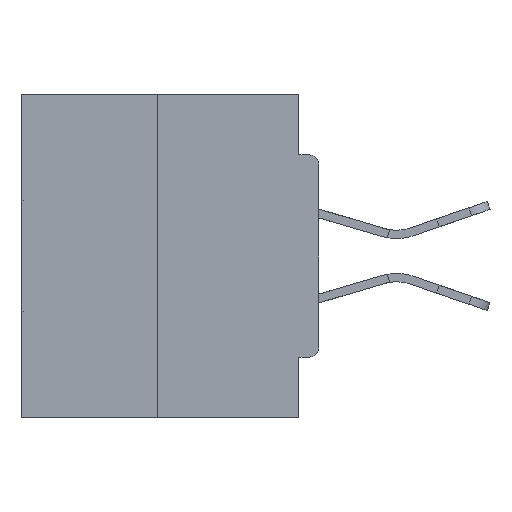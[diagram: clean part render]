
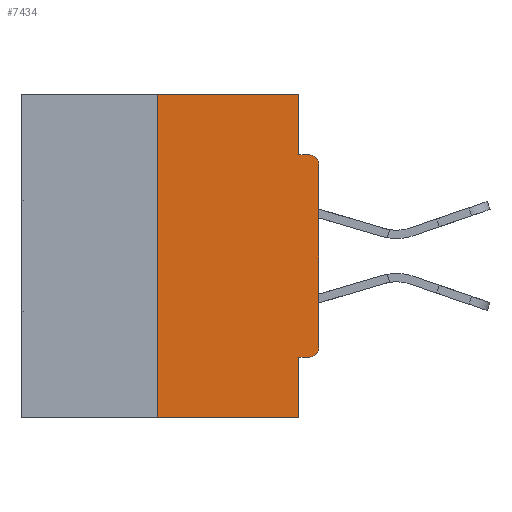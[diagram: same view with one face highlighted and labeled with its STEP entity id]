
A CAD part, left-side view. The second image highlights one B-rep face of the part: STEP entity #7434.
In plain terms, the highlighted planar face has unit normal (-1, 0, 0).
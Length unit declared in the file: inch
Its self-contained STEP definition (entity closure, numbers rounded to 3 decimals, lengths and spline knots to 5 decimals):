
#7 = CARTESIAN_POINT ( 'NONE',  ( 0., 0., -0.0935 ) ) ;
#559 = DIRECTION ( 'NONE',  ( 0., 0., -1. ) ) ;
#1257 = VERTEX_POINT ( 'NONE', #10259 ) ;
#1268 = VERTEX_POINT ( 'NONE', #29198 ) ;
#2308 = LINE ( 'NONE', #5049, #3312 ) ;
#2664 = DIRECTION ( 'NONE',  ( 0., 0., 1. ) ) ;
#3312 = VECTOR ( 'NONE', #34055, 39.37008 ) ;
#3578 = DIRECTION ( 'NONE',  ( -1., 0., 0. ) ) ;
#4948 = ORIENTED_EDGE ( 'NONE', *, *, #31580, .F. ) ;
#5049 = CARTESIAN_POINT ( 'NONE',  ( 0., 0., -0.4065 ) ) ;
#6634 = DIRECTION ( 'NONE',  ( 0., 0., 1. ) ) ;
#7434 = ADVANCED_FACE ( 'NONE', ( #18175 ), #23287, .F. ) ;
#7483 = CARTESIAN_POINT ( 'NONE',  ( 0., 0.015, -0.0935 ) ) ;
#9570 = ORIENTED_EDGE ( 'NONE', *, *, #18004, .T. ) ;
#9606 = DIRECTION ( 'NONE',  ( 0., -1., 0. ) ) ;
#9655 = VERTEX_POINT ( 'NONE', #12806 ) ;
#10100 = CARTESIAN_POINT ( 'NONE',  ( 0., 0., 0. ) ) ;
#10259 = CARTESIAN_POINT ( 'NONE',  ( 0., 0.25, -0.5 ) ) ;
#10475 = CARTESIAN_POINT ( 'NONE',  ( 0., 0.46, -0.5 ) ) ;
#10612 = DIRECTION ( 'NONE',  ( 0., -1., 0. ) ) ;
#10697 = CARTESIAN_POINT ( 'NONE',  ( 0., 0.46, 0. ) ) ;
#11425 = ORIENTED_EDGE ( 'NONE', *, *, #40779, .F. ) ;
#11563 = VERTEX_POINT ( 'NONE', #29703 ) ;
#11754 = DIRECTION ( 'NONE',  ( 0., -1., 0. ) ) ;
#11782 = VECTOR ( 'NONE', #10612, 39.37008 ) ;
#12053 = VECTOR ( 'NONE', #6634, 39.37008 ) ;
#12283 = ORIENTED_EDGE ( 'NONE', *, *, #17090, .F. ) ;
#12444 = LINE ( 'NONE', #12841, #17481 ) ;
#12461 = CARTESIAN_POINT ( 'NONE',  ( 0., 0.25, 0. ) ) ;
#12504 = VECTOR ( 'NONE', #2664, 39.37008 ) ;
#12523 = EDGE_LOOP ( 'NONE', ( #26179, #15192, #25221, #4948, #33526, #22813, #16071, #9570, #11425, #12283 ) ) ;
#12806 = CARTESIAN_POINT ( 'NONE',  ( 0., 0., -0.1085 ) ) ;
#12841 = CARTESIAN_POINT ( 'NONE',  ( 0., 0.031, 0. ) ) ;
#13328 = LINE ( 'NONE', #10475, #11782 ) ;
#13713 = CARTESIAN_POINT ( 'NONE',  ( 0., 0., -0.3915 ) ) ;
#13977 = EDGE_CURVE ( 'NONE', #11563, #23453, #15582, .T. ) ;
#14045 = DIRECTION ( 'NONE',  ( -1., 0., 0. ) ) ;
#14303 = LINE ( 'NONE', #21407, #38938 ) ;
#14418 = CARTESIAN_POINT ( 'NONE',  ( 0., 0.25, 0. ) ) ;
#15192 = ORIENTED_EDGE ( 'NONE', *, *, #29799, .F. ) ;
#15582 = CIRCLE ( 'NONE', #15802, 0.015 ) ;
#15618 = AXIS2_PLACEMENT_3D ( 'NONE', #10697, #20207, #559 ) ;
#15802 = AXIS2_PLACEMENT_3D ( 'NONE', #35526, #3578, #38912 ) ;
#16071 = ORIENTED_EDGE ( 'NONE', *, *, #29384, .T. ) ;
#16943 = LINE ( 'NONE', #23801, #32520 ) ;
#17090 = EDGE_CURVE ( 'NONE', #24189, #36188, #12444, .T. ) ;
#17271 = DIRECTION ( 'NONE',  ( 0., 0., -1. ) ) ;
#17481 = VECTOR ( 'NONE', #28830, 39.37008 ) ;
#18004 = EDGE_CURVE ( 'NONE', #9655, #39252, #27421, .T. ) ;
#18175 = FACE_OUTER_BOUND ( 'NONE', #12523, .T. ) ;
#18554 = EDGE_CURVE ( 'NONE', #26333, #24189, #14303, .T. ) ;
#18776 = VECTOR ( 'NONE', #9606, 39.37008 ) ;
#20207 = DIRECTION ( 'NONE',  ( 1., 0., 0. ) ) ;
#20513 = EDGE_CURVE ( 'NONE', #1257, #23780, #13328, .T. ) ;
#21407 = CARTESIAN_POINT ( 'NONE',  ( 0., 0.46, 0. ) ) ;
#22813 = ORIENTED_EDGE ( 'NONE', *, *, #13977, .T. ) ;
#23287 = PLANE ( 'NONE',  #15618 ) ;
#23453 = VERTEX_POINT ( 'NONE', #13713 ) ;
#23780 = VERTEX_POINT ( 'NONE', #27676 ) ;
#23801 = CARTESIAN_POINT ( 'NONE',  ( 0., 0.031, -0.5 ) ) ;
#24189 = VERTEX_POINT ( 'NONE', #25825 ) ;
#25221 = ORIENTED_EDGE ( 'NONE', *, *, #20513, .T. ) ;
#25597 = LINE ( 'NONE', #10100, #12053 ) ;
#25825 = CARTESIAN_POINT ( 'NONE',  ( 0., 0.031, 0. ) ) ;
#26179 = ORIENTED_EDGE ( 'NONE', *, *, #18554, .F. ) ;
#26333 = VERTEX_POINT ( 'NONE', #12461 ) ;
#27421 = CIRCLE ( 'NONE', #27493, 0.015 ) ;
#27493 = AXIS2_PLACEMENT_3D ( 'NONE', #33294, #14045, #17271 ) ;
#27676 = CARTESIAN_POINT ( 'NONE',  ( 0., 0.031, -0.5 ) ) ;
#28038 = CARTESIAN_POINT ( 'NONE',  ( 0., 0.031, -0.0935 ) ) ;
#28830 = DIRECTION ( 'NONE',  ( 0., 0., -1. ) ) ;
#29198 = CARTESIAN_POINT ( 'NONE',  ( 0., 0.031, -0.4065 ) ) ;
#29384 = EDGE_CURVE ( 'NONE', #23453, #9655, #25597, .T. ) ;
#29703 = CARTESIAN_POINT ( 'NONE',  ( 0., 0.015, -0.4065 ) ) ;
#29799 = EDGE_CURVE ( 'NONE', #1257, #26333, #34619, .T. ) ;
#31580 = EDGE_CURVE ( 'NONE', #1268, #23780, #16943, .T. ) ;
#32520 = VECTOR ( 'NONE', #33806, 39.37008 ) ;
#33294 = CARTESIAN_POINT ( 'NONE',  ( 0., 0.015, -0.1085 ) ) ;
#33526 = ORIENTED_EDGE ( 'NONE', *, *, #40533, .F. ) ;
#33806 = DIRECTION ( 'NONE',  ( 0., 0., -1. ) ) ;
#34055 = DIRECTION ( 'NONE',  ( 0., 1., 0. ) ) ;
#34619 = LINE ( 'NONE', #14418, #12504 ) ;
#35526 = CARTESIAN_POINT ( 'NONE',  ( 0., 0.015, -0.3915 ) ) ;
#35894 = LINE ( 'NONE', #7, #18776 ) ;
#36188 = VERTEX_POINT ( 'NONE', #28038 ) ;
#38912 = DIRECTION ( 'NONE',  ( 0., 0., -1. ) ) ;
#38938 = VECTOR ( 'NONE', #11754, 39.37008 ) ;
#39252 = VERTEX_POINT ( 'NONE', #7483 ) ;
#40533 = EDGE_CURVE ( 'NONE', #11563, #1268, #2308, .T. ) ;
#40779 = EDGE_CURVE ( 'NONE', #36188, #39252, #35894, .T. ) ;
